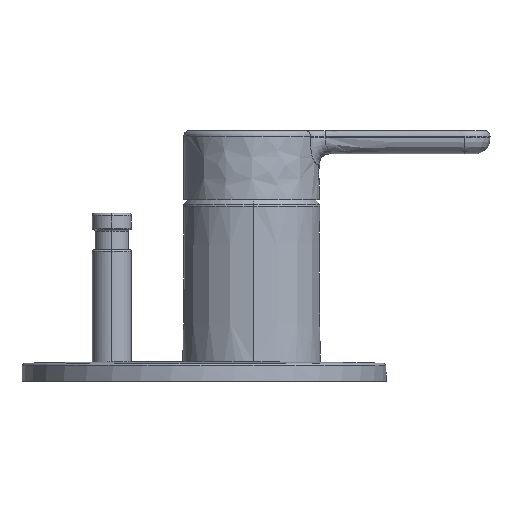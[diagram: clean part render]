
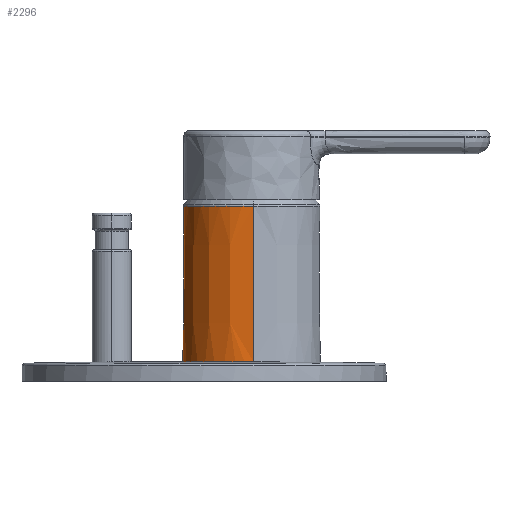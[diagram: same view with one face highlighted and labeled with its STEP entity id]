
A CAD part, left-side view. The second image highlights one B-rep face of the part: STEP entity #2296.
In plain terms, the highlighted conical face has half-angle 0.25 degrees and reference radius 24.675 mm.
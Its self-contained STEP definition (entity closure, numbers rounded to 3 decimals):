
#4 = CARTESIAN_POINT ( 'NONE',  ( -54.773, 145.739, 135.485 ) ) ;
#17 = CARTESIAN_POINT ( 'NONE',  ( -53.52, 146.797, 135.49 ) ) ;
#47 = CARTESIAN_POINT ( 'NONE',  ( -52.869, 147.292, 135.492 ) ) ;
#59 = CARTESIAN_POINT ( 'NONE',  ( -51.519, 148.218, 135.497 ) ) ;
#110 = CARTESIAN_POINT ( 'NONE',  ( -50.82, 148.647, 135.499 ) ) ;
#133 = VERTEX_POINT ( 'NONE', #2687 ) ;
#164 = CARTESIAN_POINT ( 'NONE',  ( -49.374, 149.439, 135.503 ) ) ;
#180 = CARTESIAN_POINT ( 'NONE',  ( -48.624, 149.802, 135.504 ) ) ;
#189 = CARTESIAN_POINT ( 'NONE',  ( -46.351, 150.764, 135.509 ) ) ;
#196 = DIRECTION ( 'NONE',  ( 1., 0.031, 0. ) ) ;
#207 = CARTESIAN_POINT ( 'NONE',  ( -44.788, 151.248, 135.511 ) ) ;
#226 = CARTESIAN_POINT ( 'NONE',  ( -62.886, 126.673, 135.392 ) ) ;
#231 = CARTESIAN_POINT ( 'NONE',  ( -42.776, 151.657, 135.513 ) ) ;
#242 = CARTESIAN_POINT ( 'NONE',  ( -42.371, 151.729, 135.514 ) ) ;
#256 = CARTESIAN_POINT ( 'NONE',  ( -41.554, 151.853, 135.514 ) ) ;
#281 = CARTESIAN_POINT ( 'NONE',  ( -41.142, 151.905, 135.515 ) ) ;
#291 = CARTESIAN_POINT ( 'NONE',  ( -38.268, 152.07, 135.515 ) ) ;
#326 = CARTESIAN_POINT ( 'NONE',  ( -39.087, 152.07, 135.515 ) ) ;
#338 = CARTESIAN_POINT ( 'NONE',  ( -39.908, 152.029, 135.515 ) ) ;
#372 = DIRECTION ( 'NONE',  ( 0., 0., -1. ) ) ;
#382 = CARTESIAN_POINT ( 'NONE',  ( -38.268, 127.441, 124.92 ) ) ;
#520 = CARTESIAN_POINT ( 'NONE',  ( -62.886, 126.673, 135.392 ) ) ;
#589 = EDGE_CURVE ( 'NONE', #2469, #3003, #1856, .T. ) ;
#689 = CARTESIAN_POINT ( 'NONE',  ( -62.811, 129.548, 135.406 ) ) ;
#706 = EDGE_CURVE ( 'NONE', #2268, #2469, #2714, .T. ) ;
#715 = CARTESIAN_POINT ( 'NONE',  ( -13.605, 128.21, 124.92 ) ) ;
#863 = CARTESIAN_POINT ( 'NONE',  ( -62.911, 127.492, 135.396 ) ) ;
#975 = CARTESIAN_POINT ( 'NONE',  ( -62.772, 129.962, 135.408 ) ) ;
#1019 = DIRECTION ( 'NONE',  ( 0.004, 0., -1. ) ) ;
#1031 = CARTESIAN_POINT ( 'NONE',  ( -38.268, 127.441, 191.001 ) ) ;
#1060 = VECTOR ( 'NONE', #1933, 1000. ) ;
#1078 = VERTEX_POINT ( 'NONE', #2940 ) ;
#1095 = CARTESIAN_POINT ( 'NONE',  ( -57.108, 143.391, 135.473 ) ) ;
#1242 = CARTESIAN_POINT ( 'NONE',  ( -55.377, 145.177, 135.482 ) ) ;
#1320 = AXIS2_PLACEMENT_3D ( 'NONE', #1031, #2462, #2176 ) ;
#1340 = AXIS2_PLACEMENT_3D ( 'NONE', #382, #372, #196 ) ;
#1543 = ORIENTED_EDGE ( 'NONE', *, *, #1628, .F. ) ;
#1628 = EDGE_CURVE ( 'NONE', #133, #3003, #1961, .T. ) ;
#1701 = CARTESIAN_POINT ( 'NONE',  ( -62.673, 130.783, 135.412 ) ) ;
#1732 = CARTESIAN_POINT ( 'NONE',  ( -13.651, 128.208, 135.399 ) ) ;
#1856 = B_SPLINE_CURVE_WITH_KNOTS ( 'NONE', 3,
 ( #291, #326, #338, #281, #256, #242, #231, #207, #189, #180, #164, #110, #59, #47, #17, #4, #1242, #1095, #3645, #1939, #3612, #3529, #3337, #3582, #3759, #3421, #2886, #2998, #1701, #975, #689, #2643, #863, #226 ),
 .UNSPECIFIED., .F., .F.,
 ( 4, 2, 2, 2, 2, 2, 2, 2, 2, 2, 2, 2, 2, 2, 2, 2, 4 ),
 ( 0.096, 0.099, 0.1, 0.101, 0.106, 0.109, 0.111, 0.113, 0.116, 0.121, 0.123, 0.124, 0.126, 0.131, 0.132, 0.133, 0.136 ),
 .UNSPECIFIED. ) ;
#1933 = DIRECTION ( 'NONE',  ( -0.004, 0., -1. ) ) ;
#1939 = CARTESIAN_POINT ( 'NONE',  ( -59.448, 140.037, 135.457 ) ) ;
#1961 = LINE ( 'NONE', #2594, #1060 ) ;
#2176 = DIRECTION ( 'NONE',  ( -1., -0.031, 0. ) ) ;
#2191 = CARTESIAN_POINT ( 'NONE',  ( -32.785, 151.455, 135.512 ) ) ;
#2202 = CARTESIAN_POINT ( 'NONE',  ( -38.268, 152.07, 135.515 ) ) ;
#2239 = VECTOR ( 'NONE', #1019, 1000. ) ;
#2268 = VERTEX_POINT ( 'NONE', #1732 ) ;
#2279 = LINE ( 'NONE', #715, #2239 ) ;
#2296 = ADVANCED_FACE ( 'NONE', ( #2427 ), #3597, .T. ) ;
#2305 = EDGE_CURVE ( 'NONE', #133, #1078, #3601, .T. ) ;
#2405 = CARTESIAN_POINT ( 'NONE',  ( -38.268, 152.07, 135.515 ) ) ;
#2418 = CARTESIAN_POINT ( 'NONE',  ( -36.694, 152.07, 135.515 ) ) ;
#2427 = FACE_OUTER_BOUND ( 'NONE', #3616, .T. ) ;
#2435 = CARTESIAN_POINT ( 'NONE',  ( -32.014, 151.265, 135.511 ) ) ;
#2439 = CARTESIAN_POINT ( 'NONE',  ( -31.631, 151.162, 135.511 ) ) ;
#2457 = CARTESIAN_POINT ( 'NONE',  ( -30.495, 150.824, 135.509 ) ) ;
#2462 = DIRECTION ( 'NONE',  ( 0., 0., -1. ) ) ;
#2469 = VERTEX_POINT ( 'NONE', #2202 ) ;
#2474 = CARTESIAN_POINT ( 'NONE',  ( -29.009, 150.303, 135.507 ) ) ;
#2478 = CARTESIAN_POINT ( 'NONE',  ( -27.58, 149.643, 135.504 ) ) ;
#2508 = CARTESIAN_POINT ( 'NONE',  ( -26.529, 149.095, 135.501 ) ) ;
#2530 = CARTESIAN_POINT ( 'NONE',  ( -26.182, 148.904, 135.5 ) ) ;
#2541 = CARTESIAN_POINT ( 'NONE',  ( -25.496, 148.503, 135.498 ) ) ;
#2564 = CARTESIAN_POINT ( 'NONE',  ( -25.156, 148.293, 135.497 ) ) ;
#2574 = CARTESIAN_POINT ( 'NONE',  ( -23.491, 147.208, 135.492 ) ) ;
#2588 = CARTESIAN_POINT ( 'NONE',  ( -22.261, 146.225, 135.487 ) ) ;
#2594 = CARTESIAN_POINT ( 'NONE',  ( -62.931, 126.672, 124.92 ) ) ;
#2604 = CARTESIAN_POINT ( 'NONE',  ( -20.565, 144.581, 135.479 ) ) ;
#2614 = CARTESIAN_POINT ( 'NONE',  ( -20.024, 144.005, 135.476 ) ) ;
#2643 = CARTESIAN_POINT ( 'NONE',  ( -62.896, 128.312, 135.4 ) ) ;
#2659 = CARTESIAN_POINT ( 'NONE',  ( -19.252, 143.097, 135.472 ) ) ;
#2671 = CARTESIAN_POINT ( 'NONE',  ( -19., 142.786, 135.47 ) ) ;
#2684 = CARTESIAN_POINT ( 'NONE',  ( -18.515, 142.157, 135.467 ) ) ;
#2687 = CARTESIAN_POINT ( 'NONE',  ( -62.643, 126.681, 191.001 ) ) ;
#2694 = CARTESIAN_POINT ( 'NONE',  ( -18.281, 141.837, 135.466 ) ) ;
#2706 = CARTESIAN_POINT ( 'NONE',  ( -17.153, 140.216, 135.458 ) ) ;
#2714 = B_SPLINE_CURVE_WITH_KNOTS ( 'NONE', 3,
 ( #2935, #2871, #2785, #2772, #2757, #2751, #2746, #2736, #2724, #2719, #2706, #2694, #2684, #2671, #2659, #2614, #2604, #2588, #2574, #2564, #2541, #2530, #2508, #2478, #2474, #2457, #2439, #2435, #2191, #3483, #3638, #2418, #2405 ),
 .UNSPECIFIED., .F., .F.,
 ( 4, 2, 2, 2, 2, 2, 2, 2, 2, 2, 2, 2, 1, 2, 2, 2, 4 ),
 ( 0.059, 0.063, 0.066, 0.067, 0.068, 0.073, 0.074, 0.075, 0.077, 0.082, 0.083, 0.084, 0.087, 0.089, 0.09, 0.092, 0.096 ),
 .UNSPECIFIED. ) ;
#2719 = CARTESIAN_POINT ( 'NONE',  ( -16.382, 138.845, 135.451 ) ) ;
#2724 = CARTESIAN_POINT ( 'NONE',  ( -15.583, 137.039, 135.442 ) ) ;
#2736 = CARTESIAN_POINT ( 'NONE',  ( -15.432, 136.673, 135.441 ) ) ;
#2746 = CARTESIAN_POINT ( 'NONE',  ( -15.146, 135.931, 135.437 ) ) ;
#2751 = CARTESIAN_POINT ( 'NONE',  ( -15.011, 135.555, 135.435 ) ) ;
#2757 = CARTESIAN_POINT ( 'NONE',  ( -14.636, 134.423, 135.43 ) ) ;
#2772 = CARTESIAN_POINT ( 'NONE',  ( -14.425, 133.662, 135.426 ) ) ;
#2785 = CARTESIAN_POINT ( 'NONE',  ( -13.902, 131.358, 135.415 ) ) ;
#2871 = CARTESIAN_POINT ( 'NONE',  ( -13.701, 129.796, 135.407 ) ) ;
#2886 = CARTESIAN_POINT ( 'NONE',  ( -62.267, 133.216, 135.424 ) ) ;
#2935 = CARTESIAN_POINT ( 'NONE',  ( -13.651, 128.208, 135.399 ) ) ;
#2940 = CARTESIAN_POINT ( 'NONE',  ( -13.894, 128.201, 191.001 ) ) ;
#2998 = CARTESIAN_POINT ( 'NONE',  ( -62.614, 131.191, 135.414 ) ) ;
#3003 = VERTEX_POINT ( 'NONE', #520 ) ;
#3247 = ORIENTED_EDGE ( 'NONE', *, *, #3763, .T. ) ;
#3288 = ORIENTED_EDGE ( 'NONE', *, *, #706, .T. ) ;
#3337 = CARTESIAN_POINT ( 'NONE',  ( -60.596, 137.846, 135.446 ) ) ;
#3421 = CARTESIAN_POINT ( 'NONE',  ( -61.832, 134.793, 135.431 ) ) ;
#3483 = CARTESIAN_POINT ( 'NONE',  ( -33.176, 151.541, 135.513 ) ) ;
#3529 = CARTESIAN_POINT ( 'NONE',  ( -60.417, 138.221, 135.448 ) ) ;
#3582 = CARTESIAN_POINT ( 'NONE',  ( -60.932, 137.09, 135.443 ) ) ;
#3597 = CONICAL_SURFACE ( 'NONE', #1340, 24.675, 0.004 ) ;
#3601 = CIRCLE ( 'NONE', #1320, 24.387 ) ;
#3612 = CARTESIAN_POINT ( 'NONE',  ( -59.856, 139.325, 135.453 ) ) ;
#3616 = EDGE_LOOP ( 'NONE', ( #1543, #3706, #3247, #3288, #3622 ) ) ;
#3622 = ORIENTED_EDGE ( 'NONE', *, *, #589, .T. ) ;
#3638 = CARTESIAN_POINT ( 'NONE',  ( -35.126, 151.92, 135.515 ) ) ;
#3645 = CARTESIAN_POINT ( 'NONE',  ( -58.124, 142.105, 135.467 ) ) ;
#3706 = ORIENTED_EDGE ( 'NONE', *, *, #2305, .T. ) ;
#3759 = CARTESIAN_POINT ( 'NONE',  ( -61.091, 136.709, 135.441 ) ) ;
#3763 = EDGE_CURVE ( 'NONE', #1078, #2268, #2279, .T. ) ;
